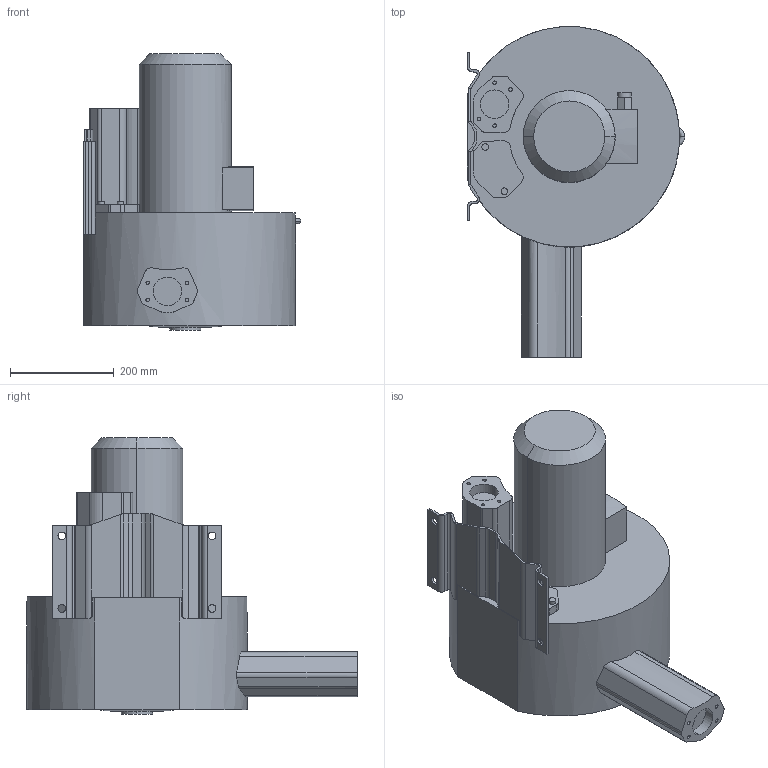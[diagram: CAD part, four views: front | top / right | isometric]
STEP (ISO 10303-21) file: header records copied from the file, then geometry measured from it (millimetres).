
FILE_DESCRIPTION(/* description */ (''),/* implementation_level */ '2;1');
FILE_NAME(/* name */ '2RB720-1HQ16-JT-.stp',/* time_stamp */ '2025-07-14T10:38:51+08:00',/* author */ (''),/* organization */ (''),/* preprocessor_version */ 'ST-DEVELOPER v16',/* originating_system */ 'SIEMENS PLM Software NX 10.0',/* authorisation */ '');
FILE_SCHEMA (('AP203_CONFIGURATION_CONTROLLED_3D_DESIGN_OF_MECHANICAL_PARTS_AND_ASSEMBLIES_MIM_LF { 1 0 10303 403 2 1 2}'));
Length unit declared in the file: millimetre
Products named in the file (1): Admi1384A0D1daoa
Bounding box: 420.12 x 638.43 x 533.45 mm (x, y, z)
Volume: 42213804.2 mm3; surface area: 1033196.4 mm2
Topology: 1 solids, 1 shells, 193 faces, 565 edges, 397 vertices
Faces by surface type: cylinder 98, plane 87, torus 4, bspline 2, cone 2
Full cylindrical faces by diameter (mm): 26 x1, 59 x1
Entity records: 6827 total; most frequent: CARTESIAN_POINT 1336, DIRECTION 1188, ORIENTED_EDGE 1126, EDGE_CURVE 563, AXIS2_PLACEMENT_3D 467, VERTEX_POINT 397, CIRCLE 270, LINE 254
